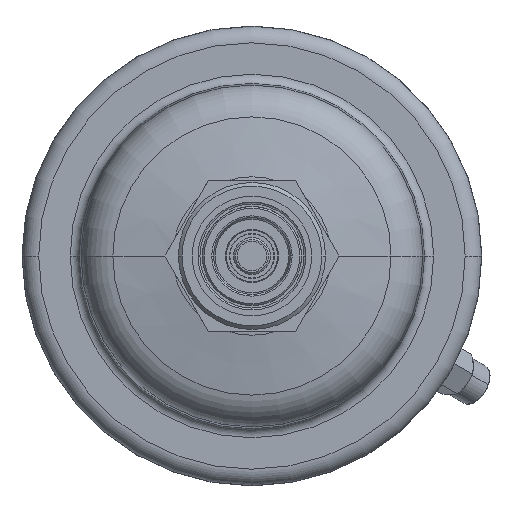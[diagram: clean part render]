
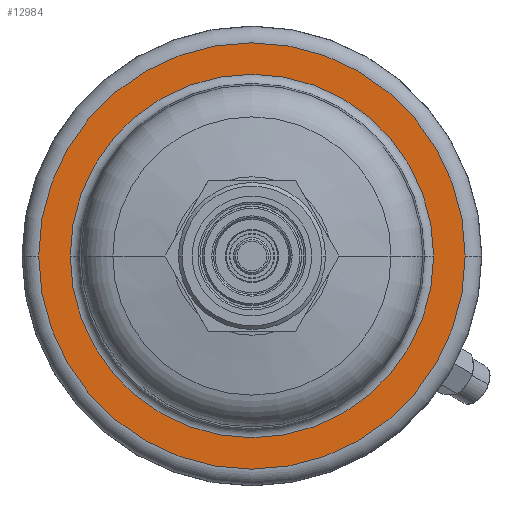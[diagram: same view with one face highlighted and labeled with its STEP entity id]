
A CAD part, left-side view. The second image highlights one B-rep face of the part: STEP entity #12984.
In plain terms, the highlighted planar face has unit normal (-1, 0, 0).
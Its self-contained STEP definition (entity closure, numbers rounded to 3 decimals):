
#8167=CARTESIAN_POINT('',(23.5,0.,0.));
#8168=DIRECTION('',(1.,0.,0.));
#8169=DIRECTION('',(0.,1.,0.));
#8170=AXIS2_PLACEMENT_3D('',#8167,#8168,#8169);
#8172=CARTESIAN_POINT('',(23.5,0.,0.));
#8173=DIRECTION('',(-1.,0.,0.));
#8174=DIRECTION('',(0.,1.,0.));
#8175=AXIS2_PLACEMENT_3D('',#8172,#8173,#8174);
#8187=CARTESIAN_POINT('',(23.5,0.,0.));
#8188=DIRECTION('',(-1.,0.,0.));
#8189=DIRECTION('',(0.,1.,0.));
#8190=AXIS2_PLACEMENT_3D('',#8187,#8188,#8189);
#8192=CARTESIAN_POINT('',(23.5,0.,0.));
#8193=DIRECTION('',(1.,0.,0.));
#8194=DIRECTION('',(0.,1.,0.));
#8195=AXIS2_PLACEMENT_3D('',#8192,#8193,#8194);
#11448=CARTESIAN_POINT('',(23.5,58.,0.));
#11450=VERTEX_POINT('',#11448);
#11451=CARTESIAN_POINT('',(23.5,49.431,0.));
#11453=VERTEX_POINT('',#11451);
#11480=CARTESIAN_POINT('',(23.5,-58.,0.));
#11482=VERTEX_POINT('',#11480);
#11483=CARTESIAN_POINT('',(23.5,-49.431,0.));
#11485=VERTEX_POINT('',#11483);
#12969=CARTESIAN_POINT('',(23.5,0.,0.));
#12970=DIRECTION('',(1.,0.,0.));
#12971=DIRECTION('',(0.,-1.,0.));
#12972=AXIS2_PLACEMENT_3D('',#12969,#12970,#12971);
#12973=PLANE('',#12972);
#12974=ORIENTED_EDGE('',*,*,#12951,.T.);
#12975=ORIENTED_EDGE('',*,*,#12962,.F.);
#12976=EDGE_LOOP('',(#12974,#12975));
#12977=FACE_OUTER_BOUND('',#12976,.F.);
#12979=ORIENTED_EDGE('',*,*,#12978,.T.);
#12981=ORIENTED_EDGE('',*,*,#12980,.F.);
#12982=EDGE_LOOP('',(#12979,#12981));
#12983=FACE_BOUND('',#12982,.F.);
#12984=ADVANCED_FACE('',(#12977,#12983),#12973,.F.);
#8171=CIRCLE('',#8170,58.);
#8176=CIRCLE('',#8175,58.);
#8191=CIRCLE('',#8190,49.431);
#8196=CIRCLE('',#8195,49.431);
#12951=EDGE_CURVE('',#11450,#11482,#8171,.T.);
#12962=EDGE_CURVE('',#11450,#11482,#8176,.T.);
#12978=EDGE_CURVE('',#11453,#11485,#8191,.T.);
#12980=EDGE_CURVE('',#11453,#11485,#8196,.T.);
